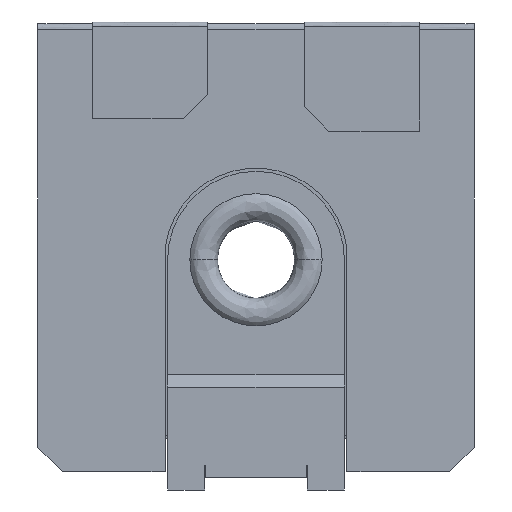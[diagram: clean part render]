
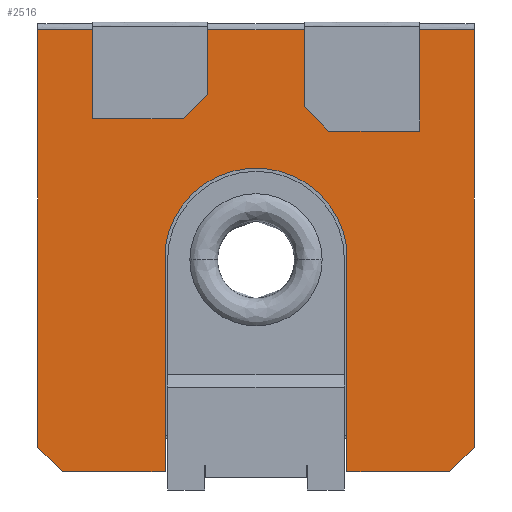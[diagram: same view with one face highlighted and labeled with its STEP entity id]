
A CAD part, front view. The second image highlights one B-rep face of the part: STEP entity #2516.
In plain terms, the highlighted free-form (B-spline) face has degree [1, 1] with [2, 2] control points.
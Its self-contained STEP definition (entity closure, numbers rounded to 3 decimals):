
#42 = CARTESIAN_POINT ( 'NONE',  ( 1.872, 0., 1.873 ) ) ;
#126 = CARTESIAN_POINT ( 'NONE',  ( -1.8, 0., -1.65 ) ) ;
#127 = LINE ( 'NONE', #6133, #6713 ) ;
#131 = EDGE_CURVE ( 'NONE', #4171, #3990, #881, .T. ) ;
#211 = CARTESIAN_POINT ( 'NONE',  ( -0.75, 0., 0. ) ) ;
#233 = CARTESIAN_POINT ( 'NONE',  ( -0.75, 0., -1.85 ) ) ;
#259 = CARTESIAN_POINT ( 'NONE',  ( -0.75, 0., -1.85 ) ) ;
#327 = LINE ( 'NONE', #5372, #974 ) ;
#335 = EDGE_CURVE ( 'NONE', #6256, #5954, #5800, .T. ) ;
#460 = LINE ( 'NONE', #2024, #4834 ) ;
#548 = DIRECTION ( 'NONE',  ( 0.707, 0., -0.707 ) ) ;
#687 = FACE_OUTER_BOUND ( 'NONE', #2980, .T. ) ;
#701 = EDGE_CURVE ( 'NONE', #6445, #5954, #127, .T. ) ;
#848 = CARTESIAN_POINT ( 'NONE',  ( -1.8, 0., 1.8 ) ) ;
#881 = LINE ( 'NONE', #5763, #5684 ) ;
#956 = CARTESIAN_POINT ( 'NONE',  ( 1.8, 0., 1.8 ) ) ;
#974 = VECTOR ( 'NONE', #4460, 1000. ) ;
#1280 = VECTOR ( 'NONE', #5016, 1000. ) ;
#1287 = CARTESIAN_POINT ( 'NONE',  ( -1.6, 0., -1.85 ) ) ;
#1354 = EDGE_CURVE ( 'NONE', #6445, #6056, #2238, .T. ) ;
#1407 = CARTESIAN_POINT ( 'NONE',  ( 1.6, 0., -1.85 ) ) ;
#1660 = LINE ( 'NONE', #126, #3470 ) ;
#1831 = CARTESIAN_POINT ( 'NONE',  ( -1.8, 0., -1.65 ) ) ;
#1854 = B_SPLINE_SURFACE_WITH_KNOTS ( 'NONE', 1, 1, ( 
 ( #3199, #5925 ),
 ( #42, #2148 ) ),
 .UNSPECIFIED., .F., .F., .F.,
 ( 2, 2 ),
 ( 2, 2 ),
 ( -1.872, 1.872 ),
 ( -1.873, 1.923 ),
 .UNSPECIFIED. ) ;
#1946 = ORIENTED_EDGE ( 'NONE', *, *, #6324, .F. ) ;
#2022 = DIRECTION ( 'NONE',  ( 0., 0., 1. ) ) ;
#2024 = CARTESIAN_POINT ( 'NONE',  ( 1.8, 0., 1.8 ) ) ;
#2041 = CARTESIAN_POINT ( 'NONE',  ( 0.75, 0., -1.85 ) ) ;
#2148 = CARTESIAN_POINT ( 'NONE',  ( 1.872, 0., -1.923 ) ) ;
#2238 = LINE ( 'NONE', #233, #1280 ) ;
#2284 = CARTESIAN_POINT ( 'NONE',  ( 1.6, 0., -1.85 ) ) ;
#2474 = DIRECTION ( 'NONE',  ( -1., 0., 0. ) ) ;
#2516 = ADVANCED_FACE ( 'NONE', ( #687 ), #1854, .F. ) ;
#2517 = ORIENTED_EDGE ( 'NONE', *, *, #131, .T. ) ;
#2638 = ORIENTED_EDGE ( 'NONE', *, *, #6874, .F. ) ;
#2737 = VECTOR ( 'NONE', #4071, 1000. ) ;
#2770 = VERTEX_POINT ( 'NONE', #5708 ) ;
#2907 = ORIENTED_EDGE ( 'NONE', *, *, #335, .F. ) ;
#2944 = EDGE_CURVE ( 'NONE', #5090, #6056, #1660, .T. ) ;
#2980 = EDGE_LOOP ( 'NONE', ( #5315, #3935, #5627, #4930, #2907, #2638, #1946, #5596, #3826, #2517 ) ) ;
#3155 = LINE ( 'NONE', #2041, #2737 ) ;
#3199 = CARTESIAN_POINT ( 'NONE',  ( -1.872, 0., 1.873 ) ) ;
#3369 = VECTOR ( 'NONE', #5746, 1000. ) ;
#3470 = VECTOR ( 'NONE', #548, 1000. ) ;
#3477 = DIRECTION ( 'NONE',  ( 0., -1., 0. ) ) ;
#3487 = VERTEX_POINT ( 'NONE', #2284 ) ;
#3732 = CARTESIAN_POINT ( 'NONE',  ( 0.75, 0., 0. ) ) ;
#3824 = EDGE_CURVE ( 'NONE', #3487, #5947, #6208, .T. ) ;
#3826 = ORIENTED_EDGE ( 'NONE', *, *, #4779, .F. ) ;
#3935 = ORIENTED_EDGE ( 'NONE', *, *, #2944, .T. ) ;
#3990 = VERTEX_POINT ( 'NONE', #848 ) ;
#4071 = DIRECTION ( 'NONE',  ( 0., 0., 1. ) ) ;
#4171 = VERTEX_POINT ( 'NONE', #956 ) ;
#4376 = DIRECTION ( 'NONE',  ( 0.991, 0., 0.132 ) ) ;
#4460 = DIRECTION ( 'NONE',  ( -1., 0., 0. ) ) ;
#4569 = DIRECTION ( 'NONE',  ( 0., 0., 1. ) ) ;
#4775 = CARTESIAN_POINT ( 'NONE',  ( 1.8, 0., -1.65 ) ) ;
#4779 = EDGE_CURVE ( 'NONE', #4171, #5947, #460, .T. ) ;
#4783 = CARTESIAN_POINT ( 'NONE',  ( 0., 0., -0.1 ) ) ;
#4797 = CARTESIAN_POINT ( 'NONE',  ( -1.8, 0., -1.65 ) ) ;
#4834 = VECTOR ( 'NONE', #5696, 1000. ) ;
#4930 = ORIENTED_EDGE ( 'NONE', *, *, #701, .T. ) ;
#5016 = DIRECTION ( 'NONE',  ( -1., 0., 0. ) ) ;
#5090 = VERTEX_POINT ( 'NONE', #4797 ) ;
#5315 = ORIENTED_EDGE ( 'NONE', *, *, #6404, .F. ) ;
#5372 = CARTESIAN_POINT ( 'NONE',  ( 1.6, 0., -1.85 ) ) ;
#5596 = ORIENTED_EDGE ( 'NONE', *, *, #3824, .T. ) ;
#5622 = VECTOR ( 'NONE', #4569, 1000. ) ;
#5627 = ORIENTED_EDGE ( 'NONE', *, *, #1354, .F. ) ;
#5684 = VECTOR ( 'NONE', #2474, 1000. ) ;
#5696 = DIRECTION ( 'NONE',  ( 0., 0., -1. ) ) ;
#5708 = CARTESIAN_POINT ( 'NONE',  ( 0.75, 0., -1.85 ) ) ;
#5746 = DIRECTION ( 'NONE',  ( 0.707, 0., 0.707 ) ) ;
#5763 = CARTESIAN_POINT ( 'NONE',  ( 1.8, 0., 1.8 ) ) ;
#5800 = CIRCLE ( 'NONE', #6593, 0.757 ) ;
#5925 = CARTESIAN_POINT ( 'NONE',  ( -1.872, 0., -1.923 ) ) ;
#5947 = VERTEX_POINT ( 'NONE', #4775 ) ;
#5954 = VERTEX_POINT ( 'NONE', #211 ) ;
#6056 = VERTEX_POINT ( 'NONE', #1287 ) ;
#6133 = CARTESIAN_POINT ( 'NONE',  ( -0.75, 0., -1.85 ) ) ;
#6208 = LINE ( 'NONE', #1407, #3369 ) ;
#6256 = VERTEX_POINT ( 'NONE', #3732 ) ;
#6324 = EDGE_CURVE ( 'NONE', #3487, #2770, #327, .T. ) ;
#6404 = EDGE_CURVE ( 'NONE', #5090, #3990, #6588, .T. ) ;
#6445 = VERTEX_POINT ( 'NONE', #259 ) ;
#6588 = LINE ( 'NONE', #1831, #5622 ) ;
#6593 = AXIS2_PLACEMENT_3D ( 'NONE', #4783, #3477, #4376 ) ;
#6713 = VECTOR ( 'NONE', #2022, 1000. ) ;
#6874 = EDGE_CURVE ( 'NONE', #2770, #6256, #3155, .T. ) ;
